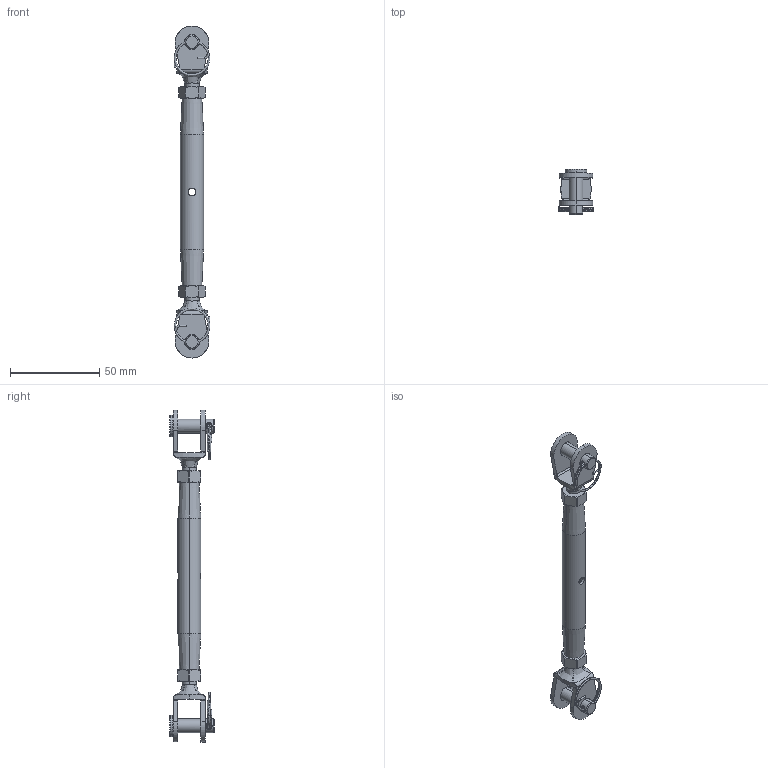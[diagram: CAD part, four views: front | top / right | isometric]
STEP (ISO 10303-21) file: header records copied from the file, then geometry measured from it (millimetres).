
FILE_DESCRIPTION (( 'STEP AP203' ), '1' );
FILE_NAME ('100040008.STEP', '2018-03-16T08:20:46', ( '' ), ( '' ), 'SwSTEP 2.0', 'SolidWorks 2015', '' );
FILE_SCHEMA (( 'CONFIG_CONTROL_DESIGN' ));
Length unit declared in the file: millimetre
Products named in the file (12): 10004000X Teil7_100059008 Teil2; DIN 934 M4-M20_58321-240-8-L; 10005800X Teil2_100058008 Teil2; DIN 934 M4-M20_58321-240-8; 10004000X Teil6_100059008 Teil2; 10005800X Teil1_100058008 Teil1; 100040008; 10005800X Teil3_100059008 Teil2; 10004000X Teil5_100059008 Teil1; 10004000X Linksgewinde_100059008; 10004000X Rechtsgewinde_100058008; 10004000X Teil1_100040008 Teil1
Assembly tree (11 placements, depth 3):
  100040008
    10004000X Teil1_100040008 Teil1
    10004000X Rechtsgewinde_100058008
      10005800X Teil1_100058008 Teil1
      10005800X Teil2_100058008 Teil2
      10005800X Teil3_100059008 Teil2
      DIN 934 M4-M20_58321-240-8
    10004000X Linksgewinde_100059008
      10004000X Teil5_100059008 Teil1
      10004000X Teil6_100059008 Teil2
      10004000X Teil7_100059008 Teil2
      DIN 934 M4-M20_58321-240-8-L
Bounding box: 20 x 25 x 186.2 mm (x, y, z)
Volume: 22073.8 mm3; surface area: 18574.4 mm2
Topology: 9 solids, 9 shells, 471 faces, 1195 edges, 756 vertices
Faces by surface type: bspline 143, plane 129, cylinder 123, cone 60, torus 16
Entity records: 29546 total; most frequent: CARTESIAN_POINT 18008, ORIENTED_EDGE 2390, DIRECTION 1727, EDGE_CURVE 1195, VERTEX_POINT 756, AXIS2_PLACEMENT_3D 634, EDGE_LOOP 507, ADVANCED_FACE 471
